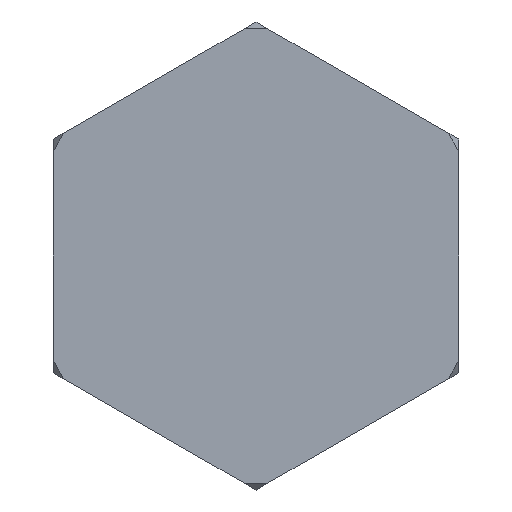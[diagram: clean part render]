
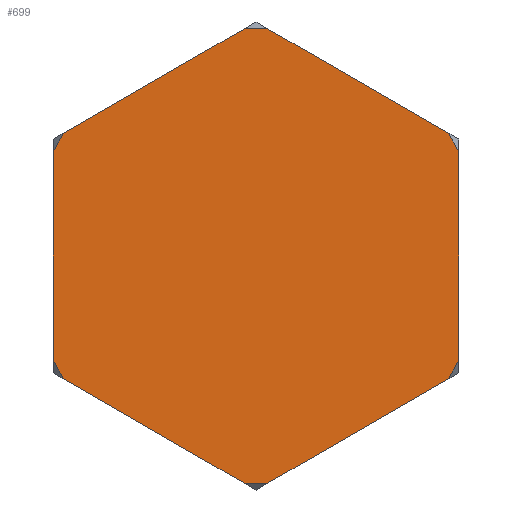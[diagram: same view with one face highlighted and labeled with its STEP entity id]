
A CAD part, left-side view. The second image highlights one B-rep face of the part: STEP entity #699.
In plain terms, the highlighted planar face has unit normal (-1, 0, 0).
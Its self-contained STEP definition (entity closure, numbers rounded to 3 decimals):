
#19 = DIRECTION ( 'NONE',  ( -1., 0., 0. ) ) ;
#55 = CARTESIAN_POINT ( 'NONE',  ( -25., -7.571, 4.867 ) ) ;
#74 = DIRECTION ( 'NONE',  ( 0., 1., 0. ) ) ;
#87 = VECTOR ( 'NONE', #520, 1000. ) ;
#148 = CIRCLE ( 'NONE', #999, 9. ) ;
#171 = CARTESIAN_POINT ( 'NONE',  ( -25., 0., 0. ) ) ;
#183 = CARTESIAN_POINT ( 'NONE',  ( -25., -8., -4.123 ) ) ;
#208 = VERTEX_POINT ( 'NONE', #1489 ) ;
#258 = CARTESIAN_POINT ( 'NONE',  ( -25., 8., -4.619 ) ) ;
#276 = VERTEX_POINT ( 'NONE', #1093 ) ;
#345 = CARTESIAN_POINT ( 'NONE',  ( -25., 0.429, -8.99 ) ) ;
#378 = VECTOR ( 'NONE', #1148, 1000. ) ;
#379 = PLANE ( 'NONE',  #2037 ) ;
#393 = EDGE_CURVE ( 'NONE', #1432, #2374, #2228, .T. ) ;
#449 = EDGE_LOOP ( 'NONE', ( #2769, #2463, #2062, #1870, #2641, #746, #516, #1245, #2798, #2428, #1816, #1152 ) ) ;
#454 = VERTEX_POINT ( 'NONE', #183 ) ;
#478 = AXIS2_PLACEMENT_3D ( 'NONE', #2117, #757, #2502 ) ;
#480 = EDGE_CURVE ( 'NONE', #208, #454, #1329, .T. ) ;
#513 = VERTEX_POINT ( 'NONE', #2528 ) ;
#516 = ORIENTED_EDGE ( 'NONE', *, *, #1102, .T. ) ;
#520 = DIRECTION ( 'NONE',  ( 0., -0.866, 0.5 ) ) ;
#578 = CARTESIAN_POINT ( 'NONE',  ( -25., -8., -4.619 ) ) ;
#612 = AXIS2_PLACEMENT_3D ( 'NONE', #1744, #1269, #1502 ) ;
#613 = DIRECTION ( 'NONE',  ( 0., 1., 0. ) ) ;
#630 = CARTESIAN_POINT ( 'NONE',  ( -25., 0., 0. ) ) ;
#637 = CARTESIAN_POINT ( 'NONE',  ( -25., -0.429, 8.99 ) ) ;
#698 = CARTESIAN_POINT ( 'NONE',  ( -25., 0., 9.238 ) ) ;
#699 = ADVANCED_FACE ( 'NONE', ( #2384 ), #379, .F. ) ;
#701 = VERTEX_POINT ( 'NONE', #637 ) ;
#719 = CIRCLE ( 'NONE', #1237, 9. ) ;
#746 = ORIENTED_EDGE ( 'NONE', *, *, #480, .T. ) ;
#757 = DIRECTION ( 'NONE',  ( -1., 0., 0. ) ) ;
#767 = EDGE_CURVE ( 'NONE', #2725, #880, #148, .T. ) ;
#768 = CIRCLE ( 'NONE', #612, 9. ) ;
#792 = VECTOR ( 'NONE', #2471, 1000. ) ;
#821 = EDGE_CURVE ( 'NONE', #701, #1432, #768, .T. ) ;
#880 = VERTEX_POINT ( 'NONE', #1072 ) ;
#898 = AXIS2_PLACEMENT_3D ( 'NONE', #2022, #19, #2669 ) ;
#999 = AXIS2_PLACEMENT_3D ( 'NONE', #1037, #1049, #1945 ) ;
#1037 = CARTESIAN_POINT ( 'NONE',  ( -25., 0., 0. ) ) ;
#1049 = DIRECTION ( 'NONE',  ( -1., 0., 0. ) ) ;
#1072 = CARTESIAN_POINT ( 'NONE',  ( -25., -0.429, -8.99 ) ) ;
#1076 = CARTESIAN_POINT ( 'NONE',  ( -25., 8., 4.123 ) ) ;
#1080 = DIRECTION ( 'NONE',  ( 0., 1., 0. ) ) ;
#1093 = CARTESIAN_POINT ( 'NONE',  ( -25., 7.571, -4.867 ) ) ;
#1102 = EDGE_CURVE ( 'NONE', #454, #513, #2566, .T. ) ;
#1111 = EDGE_CURVE ( 'NONE', #1567, #276, #719, .T. ) ;
#1143 = CARTESIAN_POINT ( 'NONE',  ( -25., 7.571, 4.867 ) ) ;
#1148 = DIRECTION ( 'NONE',  ( 0., -0.866, -0.5 ) ) ;
#1152 = ORIENTED_EDGE ( 'NONE', *, *, #2473, .T. ) ;
#1181 = CARTESIAN_POINT ( 'NONE',  ( -25., -8., 4.619 ) ) ;
#1237 = AXIS2_PLACEMENT_3D ( 'NONE', #1706, #2337, #74 ) ;
#1245 = ORIENTED_EDGE ( 'NONE', *, *, #2509, .T. ) ;
#1269 = DIRECTION ( 'NONE',  ( -1., 0., 0. ) ) ;
#1329 = CIRCLE ( 'NONE', #478, 9. ) ;
#1402 = LINE ( 'NONE', #2098, #87 ) ;
#1432 = VERTEX_POINT ( 'NONE', #2251 ) ;
#1437 = EDGE_CURVE ( 'NONE', #2131, #701, #1621, .T. ) ;
#1489 = CARTESIAN_POINT ( 'NONE',  ( -25., -7.571, -4.867 ) ) ;
#1502 = DIRECTION ( 'NONE',  ( 0., 1., 0. ) ) ;
#1567 = VERTEX_POINT ( 'NONE', #1651 ) ;
#1568 = CARTESIAN_POINT ( 'NONE',  ( -25., 8., 4.619 ) ) ;
#1583 = LINE ( 'NONE', #1568, #792 ) ;
#1601 = DIRECTION ( 'NONE',  ( 0., 0.866, -0.5 ) ) ;
#1607 = DIRECTION ( 'NONE',  ( 0., 0.866, 0.5 ) ) ;
#1621 = LINE ( 'NONE', #1181, #2204 ) ;
#1651 = CARTESIAN_POINT ( 'NONE',  ( -25., 8., -4.123 ) ) ;
#1659 = VECTOR ( 'NONE', #1601, 1000. ) ;
#1706 = CARTESIAN_POINT ( 'NONE',  ( -25., 0., 0. ) ) ;
#1744 = CARTESIAN_POINT ( 'NONE',  ( -25., 0., 0. ) ) ;
#1816 = ORIENTED_EDGE ( 'NONE', *, *, #393, .T. ) ;
#1844 = VERTEX_POINT ( 'NONE', #1076 ) ;
#1855 = LINE ( 'NONE', #258, #378 ) ;
#1870 = ORIENTED_EDGE ( 'NONE', *, *, #767, .T. ) ;
#1887 = CIRCLE ( 'NONE', #898, 9. ) ;
#1945 = DIRECTION ( 'NONE',  ( 0., 1., 0. ) ) ;
#2022 = CARTESIAN_POINT ( 'NONE',  ( -25., 0., 0. ) ) ;
#2025 = EDGE_CURVE ( 'NONE', #1844, #1567, #1583, .T. ) ;
#2026 = AXIS2_PLACEMENT_3D ( 'NONE', #630, #2256, #613 ) ;
#2037 = AXIS2_PLACEMENT_3D ( 'NONE', #171, #2629, #1080 ) ;
#2062 = ORIENTED_EDGE ( 'NONE', *, *, #2166, .T. ) ;
#2096 = DIRECTION ( 'NONE',  ( 0., 0., 1. ) ) ;
#2098 = CARTESIAN_POINT ( 'NONE',  ( -25., 0., -9.238 ) ) ;
#2117 = CARTESIAN_POINT ( 'NONE',  ( -25., 0., 0. ) ) ;
#2131 = VERTEX_POINT ( 'NONE', #55 ) ;
#2166 = EDGE_CURVE ( 'NONE', #276, #2725, #1855, .T. ) ;
#2204 = VECTOR ( 'NONE', #1607, 1000. ) ;
#2228 = LINE ( 'NONE', #698, #1659 ) ;
#2251 = CARTESIAN_POINT ( 'NONE',  ( -25., 0.429, 8.99 ) ) ;
#2256 = DIRECTION ( 'NONE',  ( -1., 0., 0. ) ) ;
#2337 = DIRECTION ( 'NONE',  ( -1., 0., 0. ) ) ;
#2374 = VERTEX_POINT ( 'NONE', #1143 ) ;
#2384 = FACE_OUTER_BOUND ( 'NONE', #449, .T. ) ;
#2397 = VECTOR ( 'NONE', #2096, 1000. ) ;
#2428 = ORIENTED_EDGE ( 'NONE', *, *, #821, .T. ) ;
#2463 = ORIENTED_EDGE ( 'NONE', *, *, #1111, .T. ) ;
#2471 = DIRECTION ( 'NONE',  ( 0., 0., -1. ) ) ;
#2473 = EDGE_CURVE ( 'NONE', #2374, #1844, #1887, .T. ) ;
#2502 = DIRECTION ( 'NONE',  ( 0., 1., 0. ) ) ;
#2509 = EDGE_CURVE ( 'NONE', #513, #2131, #2910, .T. ) ;
#2528 = CARTESIAN_POINT ( 'NONE',  ( -25., -8., 4.123 ) ) ;
#2566 = LINE ( 'NONE', #578, #2397 ) ;
#2629 = DIRECTION ( 'NONE',  ( 1., 0., 0. ) ) ;
#2641 = ORIENTED_EDGE ( 'NONE', *, *, #2642, .T. ) ;
#2642 = EDGE_CURVE ( 'NONE', #880, #208, #1402, .T. ) ;
#2669 = DIRECTION ( 'NONE',  ( 0., 1., 0. ) ) ;
#2725 = VERTEX_POINT ( 'NONE', #345 ) ;
#2769 = ORIENTED_EDGE ( 'NONE', *, *, #2025, .T. ) ;
#2798 = ORIENTED_EDGE ( 'NONE', *, *, #1437, .T. ) ;
#2910 = CIRCLE ( 'NONE', #2026, 9. ) ;
